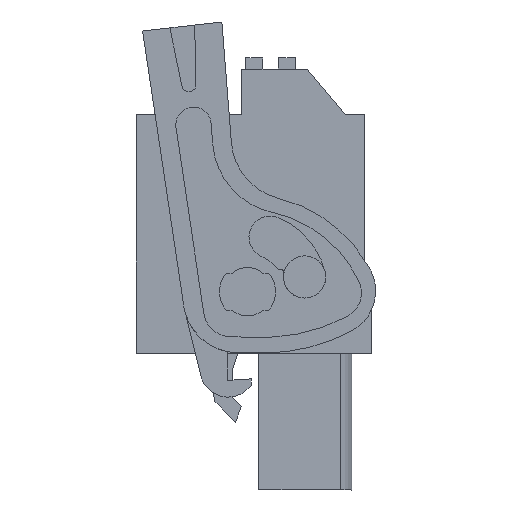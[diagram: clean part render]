
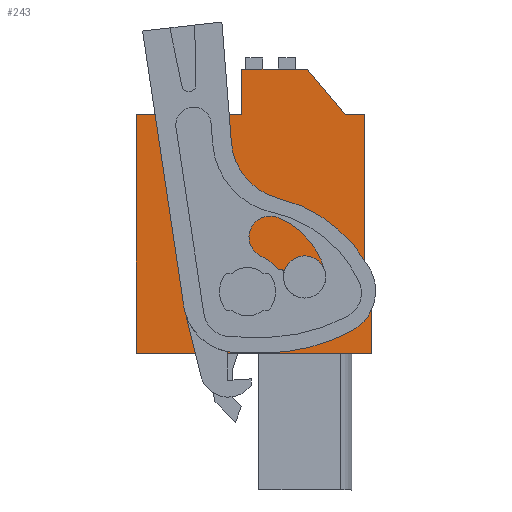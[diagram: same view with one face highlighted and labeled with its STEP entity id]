
A CAD part, left-side view. The second image highlights one B-rep face of the part: STEP entity #243.
In plain terms, the highlighted planar face has unit normal (-1, 0, 0).
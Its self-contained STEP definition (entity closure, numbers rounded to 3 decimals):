
#139=AXIS2_PLACEMENT_3D('Plane Axis2P3D',#136,#137,#138) ;
#209=AXIS2_PLACEMENT_3D('Circle Axis2P3D',#207,#208,$) ;
#218=AXIS2_PLACEMENT_3D('Circle Axis2P3D',#216,#217,$) ;
#227=AXIS2_PLACEMENT_3D('Circle Axis2P3D',#225,#226,$) ;
#236=AXIS2_PLACEMENT_3D('Circle Axis2P3D',#234,#235,$) ;
#40=CARTESIAN_POINT('Vertex',(4.752,0.263,13.383)) ;
#45=CARTESIAN_POINT('Line Origine',(4.752,0.263,11.066)) ;
#49=CARTESIAN_POINT('Vertex',(4.752,0.263,8.75)) ;
#114=CARTESIAN_POINT('Vertex',(4.752,0.713,13.833)) ;
#119=CARTESIAN_POINT('Line Origine',(4.752,0.488,13.608)) ;
#136=CARTESIAN_POINT('Axis2P3D Location',(4.752,0.263,0.)) ;
#141=CARTESIAN_POINT('Line Origine',(4.752,7.788,8.75)) ;
#145=CARTESIAN_POINT('Vertex',(4.752,15.313,8.75)) ;
#148=CARTESIAN_POINT('Line Origine',(4.752,0.713,18.936)) ;
#152=CARTESIAN_POINT('Vertex',(4.752,0.713,24.04)) ;
#155=CARTESIAN_POINT('Line Origine',(4.752,1.327,24.04)) ;
#159=CARTESIAN_POINT('Vertex',(4.752,1.942,24.04)) ;
#162=CARTESIAN_POINT('Line Origine',(4.752,3.159,25.49)) ;
#166=CARTESIAN_POINT('Vertex',(4.752,4.375,26.94)) ;
#169=CARTESIAN_POINT('Line Origine',(4.752,6.469,26.94)) ;
#173=CARTESIAN_POINT('Vertex',(4.752,8.563,26.94)) ;
#176=CARTESIAN_POINT('Line Origine',(4.752,8.563,25.49)) ;
#180=CARTESIAN_POINT('Vertex',(4.752,8.563,24.04)) ;
#183=CARTESIAN_POINT('Line Origine',(4.752,11.938,24.04)) ;
#187=CARTESIAN_POINT('Vertex',(4.752,15.313,24.04)) ;
#190=CARTESIAN_POINT('Line Origine',(4.752,15.313,16.395)) ;
#207=CARTESIAN_POINT('Axis2P3D Location',(4.752,8.204,12.691)) ;
#211=CARTESIAN_POINT('Vertex',(4.752,8.204,11.141)) ;
#213=CARTESIAN_POINT('Vertex',(4.752,8.204,14.241)) ;
#216=CARTESIAN_POINT('Axis2P3D Location',(4.752,8.204,12.691)) ;
#225=CARTESIAN_POINT('Axis2P3D Location',(4.752,4.544,13.641)) ;
#229=CARTESIAN_POINT('Vertex',(4.752,4.544,14.991)) ;
#231=CARTESIAN_POINT('Vertex',(4.752,4.544,12.291)) ;
#234=CARTESIAN_POINT('Axis2P3D Location',(4.752,4.544,13.641)) ;
#46=DIRECTION('Vector Direction',(0.,0.,-1.)) ;
#120=DIRECTION('Vector Direction',(0.,-0.707,-0.707)) ;
#137=DIRECTION('Axis2P3D Direction',(-1.,0.,0.)) ;
#138=DIRECTION('Axis2P3D XDirection',(0.,0.,1.)) ;
#142=DIRECTION('Vector Direction',(0.,1.,0.)) ;
#149=DIRECTION('Vector Direction',(0.,0.,1.)) ;
#156=DIRECTION('Vector Direction',(0.,1.,0.)) ;
#163=DIRECTION('Vector Direction',(0.,-0.643,-0.766)) ;
#170=DIRECTION('Vector Direction',(0.,-1.,0.)) ;
#177=DIRECTION('Vector Direction',(0.,0.,1.)) ;
#184=DIRECTION('Vector Direction',(0.,-1.,0.)) ;
#191=DIRECTION('Vector Direction',(0.,0.,-1.)) ;
#208=DIRECTION('Axis2P3D Direction',(-1.,0.,0.)) ;
#217=DIRECTION('Axis2P3D Direction',(-1.,0.,0.)) ;
#226=DIRECTION('Axis2P3D Direction',(-1.,0.,0.)) ;
#235=DIRECTION('Axis2P3D Direction',(-1.,0.,0.)) ;
#47=VECTOR('Line Direction',#46,1.) ;
#121=VECTOR('Line Direction',#120,1.) ;
#143=VECTOR('Line Direction',#142,1.) ;
#150=VECTOR('Line Direction',#149,1.) ;
#157=VECTOR('Line Direction',#156,1.) ;
#164=VECTOR('Line Direction',#163,1.) ;
#171=VECTOR('Line Direction',#170,1.) ;
#178=VECTOR('Line Direction',#177,1.) ;
#185=VECTOR('Line Direction',#184,1.) ;
#192=VECTOR('Line Direction',#191,1.) ;
#196=ORIENTED_EDGE('',*,*,#147,.T.) ;
#197=ORIENTED_EDGE('',*,*,#51,.T.) ;
#198=ORIENTED_EDGE('',*,*,#123,.T.) ;
#199=ORIENTED_EDGE('',*,*,#154,.T.) ;
#200=ORIENTED_EDGE('',*,*,#161,.T.) ;
#201=ORIENTED_EDGE('',*,*,#168,.T.) ;
#202=ORIENTED_EDGE('',*,*,#175,.T.) ;
#203=ORIENTED_EDGE('',*,*,#182,.T.) ;
#204=ORIENTED_EDGE('',*,*,#189,.T.) ;
#205=ORIENTED_EDGE('',*,*,#194,.T.) ;
#222=ORIENTED_EDGE('',*,*,#215,.F.) ;
#223=ORIENTED_EDGE('',*,*,#220,.F.) ;
#240=ORIENTED_EDGE('',*,*,#233,.F.) ;
#241=ORIENTED_EDGE('',*,*,#238,.F.) ;
#224=FACE_BOUND('',#221,.T.) ;
#242=FACE_BOUND('',#239,.T.) ;
#243=ADVANCED_FACE('HOUSING',(#206,#224,#242),#140,.T.) ;
#210=CIRCLE('generated circle',#209,1.55) ;
#219=CIRCLE('generated circle',#218,1.55) ;
#228=CIRCLE('generated circle',#227,1.35) ;
#237=CIRCLE('generated circle',#236,1.35) ;
#51=EDGE_CURVE('',#50,#41,#48,.F.) ;
#123=EDGE_CURVE('',#41,#115,#122,.F.) ;
#147=EDGE_CURVE('',#146,#50,#144,.F.) ;
#154=EDGE_CURVE('',#115,#153,#151,.T.) ;
#161=EDGE_CURVE('',#153,#160,#158,.T.) ;
#168=EDGE_CURVE('',#160,#167,#165,.F.) ;
#175=EDGE_CURVE('',#167,#174,#172,.F.) ;
#182=EDGE_CURVE('',#174,#181,#179,.F.) ;
#189=EDGE_CURVE('',#181,#188,#186,.F.) ;
#194=EDGE_CURVE('',#188,#146,#193,.T.) ;
#215=EDGE_CURVE('',#212,#214,#210,.T.) ;
#220=EDGE_CURVE('',#214,#212,#219,.T.) ;
#233=EDGE_CURVE('',#230,#232,#228,.T.) ;
#238=EDGE_CURVE('',#232,#230,#237,.T.) ;
#195=EDGE_LOOP('',(#196,#197,#198,#199,#200,#201,#202,#203,#204,#205)) ;
#221=EDGE_LOOP('',(#222,#223)) ;
#239=EDGE_LOOP('',(#240,#241)) ;
#206=FACE_OUTER_BOUND('',#195,.T.) ;
#48=LINE('Line',#45,#47) ;
#122=LINE('Line',#119,#121) ;
#144=LINE('Line',#141,#143) ;
#151=LINE('Line',#148,#150) ;
#158=LINE('Line',#155,#157) ;
#165=LINE('Line',#162,#164) ;
#172=LINE('Line',#169,#171) ;
#179=LINE('Line',#176,#178) ;
#186=LINE('Line',#183,#185) ;
#193=LINE('Line',#190,#192) ;
#140=PLANE('',#139) ;
#41=VERTEX_POINT('',#40) ;
#50=VERTEX_POINT('',#49) ;
#115=VERTEX_POINT('',#114) ;
#146=VERTEX_POINT('',#145) ;
#153=VERTEX_POINT('',#152) ;
#160=VERTEX_POINT('',#159) ;
#167=VERTEX_POINT('',#166) ;
#174=VERTEX_POINT('',#173) ;
#181=VERTEX_POINT('',#180) ;
#188=VERTEX_POINT('',#187) ;
#212=VERTEX_POINT('',#211) ;
#214=VERTEX_POINT('',#213) ;
#230=VERTEX_POINT('',#229) ;
#232=VERTEX_POINT('',#231) ;
